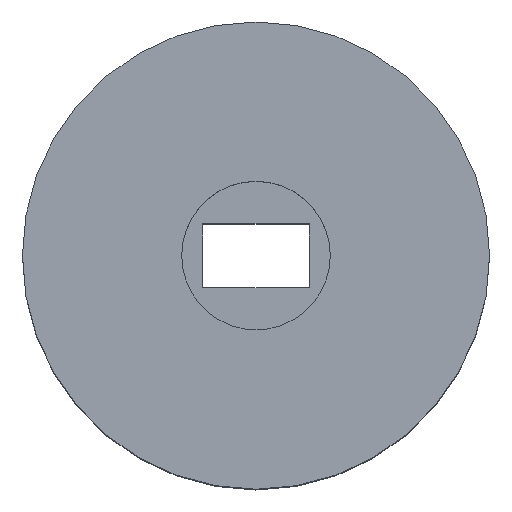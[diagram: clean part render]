
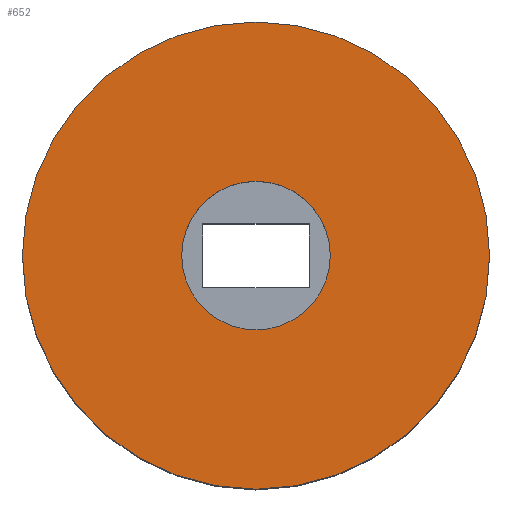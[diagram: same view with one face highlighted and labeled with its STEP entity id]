
A CAD part, top view. The second image highlights one B-rep face of the part: STEP entity #652.
In plain terms, the highlighted planar face has unit normal (0, 0, 1).
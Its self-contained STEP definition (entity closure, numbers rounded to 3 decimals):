
#17 = DIRECTION ( 'NONE',  ( 0., 0., 1. ) ) ;
#44 = EDGE_CURVE ( 'NONE', #1027, #256, #249, .T. ) ;
#86 = CARTESIAN_POINT ( 'NONE',  ( 3.5, 0., 21. ) ) ;
#90 = ORIENTED_EDGE ( 'NONE', *, *, #44, .T. ) ;
#172 = EDGE_LOOP ( 'NONE', ( #1101, #90 ) ) ;
#249 = CIRCLE ( 'NONE', #1678, 11. ) ;
#256 = VERTEX_POINT ( 'NONE', #2138 ) ;
#372 = DIRECTION ( 'NONE',  ( 1., 0., 0. ) ) ;
#408 = DIRECTION ( 'NONE',  ( 0., 0., 1. ) ) ;
#411 = EDGE_CURVE ( 'NONE', #256, #1027, #2374, .T. ) ;
#439 = CARTESIAN_POINT ( 'NONE',  ( 0., 0., 21. ) ) ;
#504 = DIRECTION ( 'NONE',  ( 1., 0., 0. ) ) ;
#580 = PLANE ( 'NONE',  #1364 ) ;
#645 = AXIS2_PLACEMENT_3D ( 'NONE', #985, #408, #372 ) ;
#652 = ADVANCED_FACE ( 'NONE', ( #2170, #1378 ), #580, .T. ) ;
#723 = CARTESIAN_POINT ( 'NONE',  ( -3.5, 0., 21. ) ) ;
#781 = DIRECTION ( 'NONE',  ( 1., 0., 0. ) ) ;
#916 = CARTESIAN_POINT ( 'NONE',  ( 0., 0., 21. ) ) ;
#967 = AXIS2_PLACEMENT_3D ( 'NONE', #439, #1220, #2493 ) ;
#985 = CARTESIAN_POINT ( 'NONE',  ( 0., 0., 21. ) ) ;
#1027 = VERTEX_POINT ( 'NONE', #1673 ) ;
#1101 = ORIENTED_EDGE ( 'NONE', *, *, #411, .T. ) ;
#1220 = DIRECTION ( 'NONE',  ( 0., 0., 1. ) ) ;
#1230 = EDGE_CURVE ( 'NONE', #1388, #1588, #1772, .T. ) ;
#1364 = AXIS2_PLACEMENT_3D ( 'NONE', #2366, #17, #781 ) ;
#1378 = FACE_OUTER_BOUND ( 'NONE', #172, .T. ) ;
#1388 = VERTEX_POINT ( 'NONE', #86 ) ;
#1470 = DIRECTION ( 'NONE',  ( 1., 0., 0. ) ) ;
#1588 = VERTEX_POINT ( 'NONE', #723 ) ;
#1656 = DIRECTION ( 'NONE',  ( 0., 0., 1. ) ) ;
#1673 = CARTESIAN_POINT ( 'NONE',  ( 11., 0., 21. ) ) ;
#1678 = AXIS2_PLACEMENT_3D ( 'NONE', #916, #2259, #1470 ) ;
#1772 = CIRCLE ( 'NONE', #967, 3.5 ) ;
#1787 = CIRCLE ( 'NONE', #645, 3.5 ) ;
#2045 = CARTESIAN_POINT ( 'NONE',  ( 0., 0., 21. ) ) ;
#2138 = CARTESIAN_POINT ( 'NONE',  ( -11., 0., 21. ) ) ;
#2170 = FACE_BOUND ( 'NONE', #2247, .T. ) ;
#2247 = EDGE_LOOP ( 'NONE', ( #2279, #2327 ) ) ;
#2256 = AXIS2_PLACEMENT_3D ( 'NONE', #2045, #1656, #504 ) ;
#2259 = DIRECTION ( 'NONE',  ( 0., 0., 1. ) ) ;
#2279 = ORIENTED_EDGE ( 'NONE', *, *, #2500, .F. ) ;
#2327 = ORIENTED_EDGE ( 'NONE', *, *, #1230, .F. ) ;
#2366 = CARTESIAN_POINT ( 'NONE',  ( 0., 0., 21. ) ) ;
#2374 = CIRCLE ( 'NONE', #2256, 11. ) ;
#2493 = DIRECTION ( 'NONE',  ( 1., 0., 0. ) ) ;
#2500 = EDGE_CURVE ( 'NONE', #1588, #1388, #1787, .T. ) ;
